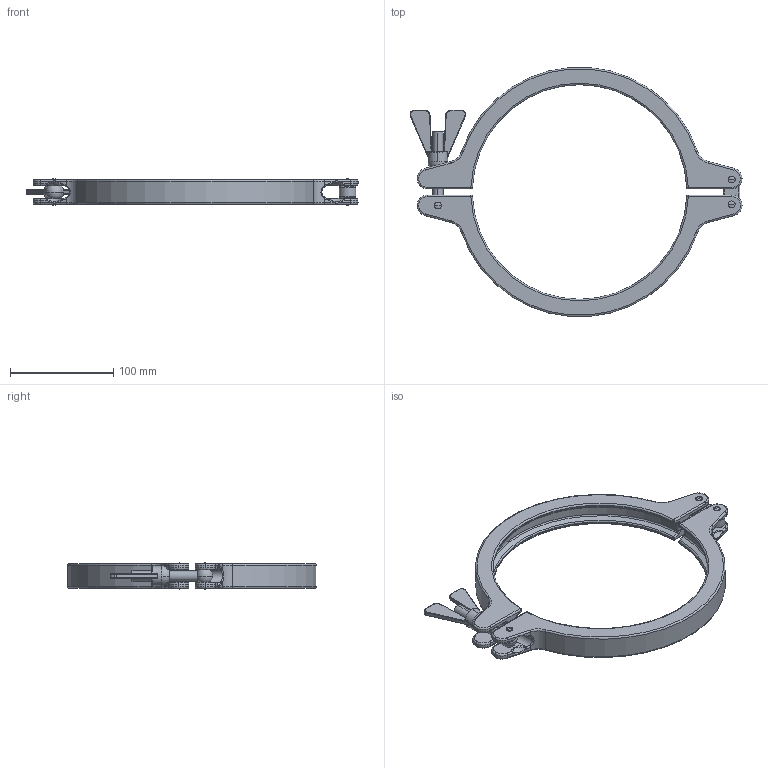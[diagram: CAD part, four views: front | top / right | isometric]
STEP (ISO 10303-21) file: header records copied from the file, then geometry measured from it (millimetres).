
FILE_DESCRIPTION (( 'STEP AP214' ), '1' );
FILE_NAME ('CL.SH.0800 BLOCK.STEP', '2020-05-19T12:18:49', ( '' ), ( '' ), 'SwSTEP 2.0', 'SolidWorks 2020', '' );
FILE_SCHEMA (( 'AUTOMOTIVE_DESIGN' ));
Length unit declared in the file: millimetre
Products named in the file (1): CL.SH.0800 BLOCK
Bounding box: 320.93 x 240.57 x 25.3 mm (x, y, z)
Volume: 281949.6 mm3; surface area: 86518.8 mm2
Topology: 3 solids, 5 shells, 441 faces, 1038 edges, 575 vertices
Faces by surface type: cylinder 155, torus 93, bspline 92, plane 55, sphere 42, cone 4
Entity records: 15625 total; most frequent: CARTESIAN_POINT 6171, DIRECTION 2023, ORIENTED_EDGE 1978, EDGE_CURVE 989, AXIS2_PLACEMENT_3D 882, VERTEX_POINT 572, CIRCLE 532, EDGE_LOOP 469
